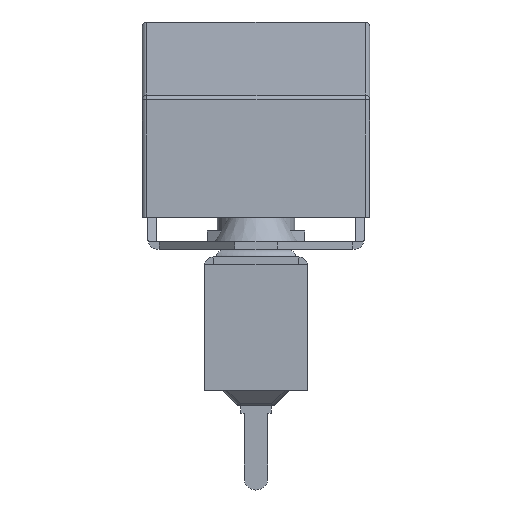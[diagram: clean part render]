
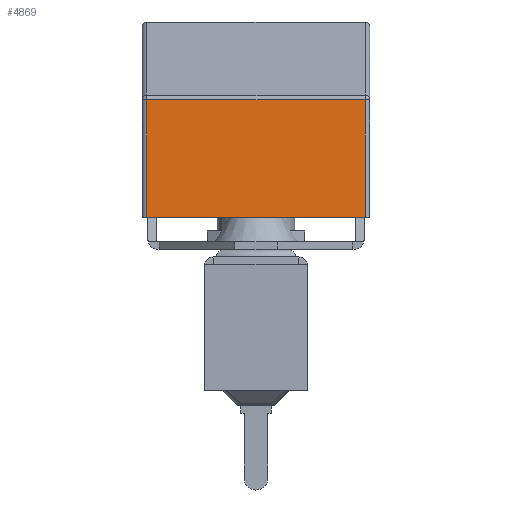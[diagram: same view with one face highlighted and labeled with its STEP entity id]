
A CAD part, left-side view. The second image highlights one B-rep face of the part: STEP entity #4869.
In plain terms, the highlighted planar face has unit normal (-1, 0, 0.03).
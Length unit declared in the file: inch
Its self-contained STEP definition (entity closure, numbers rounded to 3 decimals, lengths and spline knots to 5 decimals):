
#258=FACE_OUTER_BOUND('',#563,.T.);
#563=EDGE_LOOP('',(#3591,#3592,#3593,#3594,#3595,#3596));
#993=LINE('',#7319,#1542);
#995=LINE('',#7322,#1544);
#1000=LINE('',#7336,#1549);
#1039=LINE('',#7417,#1588);
#1040=LINE('',#7418,#1589);
#1041=LINE('',#7419,#1590);
#1542=VECTOR('',#5869,0.3937);
#1544=VECTOR('',#5873,0.3937);
#1549=VECTOR('',#5888,0.3937);
#1588=VECTOR('',#5965,0.3937);
#1589=VECTOR('',#5966,0.3937);
#1590=VECTOR('',#5967,0.3937);
#1997=VERTEX_POINT('',#7008);
#1998=VERTEX_POINT('',#7009);
#2096=VERTEX_POINT('',#7302);
#2099=VERTEX_POINT('',#7309);
#2101=VERTEX_POINT('',#7315);
#2106=VERTEX_POINT('',#7334);
#2587=EDGE_CURVE('',#2099,#2101,#993,.T.);
#2589=EDGE_CURVE('',#2096,#2099,#995,.T.);
#2596=EDGE_CURVE('',#2106,#2096,#1000,.T.);
#2640=EDGE_CURVE('',#2101,#1997,#1039,.T.);
#2641=EDGE_CURVE('',#1997,#1998,#1040,.T.);
#2642=EDGE_CURVE('',#1998,#2106,#1041,.T.);
#3591=ORIENTED_EDGE('',*,*,#2596,.F.);
#3592=ORIENTED_EDGE('',*,*,#2642,.F.);
#3593=ORIENTED_EDGE('',*,*,#2641,.F.);
#3594=ORIENTED_EDGE('',*,*,#2640,.F.);
#3595=ORIENTED_EDGE('',*,*,#2587,.F.);
#3596=ORIENTED_EDGE('',*,*,#2589,.F.);
#4635=PLANE('',#5249);
#4869=ADVANCED_FACE('',(#258),#4635,.T.);
#5249=AXIS2_PLACEMENT_3D('',#7465,#6018,#6019);
#5869=DIRECTION('',(-0.03,0.,-1.));
#5873=DIRECTION('',(0.,-1.,0.));
#5888=DIRECTION('',(0.03,0.,1.));
#5965=DIRECTION('',(0.,1.,0.));
#5966=DIRECTION('',(0.,1.,0.));
#5967=DIRECTION('',(0.,1.,0.));
#6018=DIRECTION('center_axis',(-1.,0.,0.03));
#6019=DIRECTION('ref_axis',(0.,-1.,0.));
#7008=CARTESIAN_POINT('',(-0.52131,-0.06839,0.45276));
#7009=CARTESIAN_POINT('',(-0.52131,0.06839,0.45276));
#7302=CARTESIAN_POINT('',(-0.51197,0.28563,0.76142));
#7309=CARTESIAN_POINT('',(-0.51197,-0.28563,0.76142));
#7315=CARTESIAN_POINT('',(-0.52131,-0.28563,0.45276));
#7319=CARTESIAN_POINT('',(-0.5178,-0.28563,0.56859));
#7322=CARTESIAN_POINT('',(-0.51197,0.,0.76142));
#7334=CARTESIAN_POINT('',(-0.52131,0.28563,0.45276));
#7336=CARTESIAN_POINT('',(-0.5178,0.28563,0.56859));
#7417=CARTESIAN_POINT('',(-0.52131,0.,0.45276));
#7418=CARTESIAN_POINT('',(-0.52131,0.,0.45276));
#7419=CARTESIAN_POINT('',(-0.52131,0.,0.45276));
#7465=CARTESIAN_POINT('Origin',(-0.52131,0.,
0.45276));
